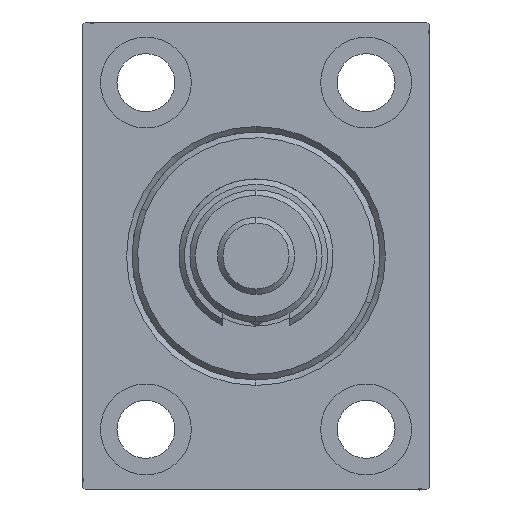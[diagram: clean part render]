
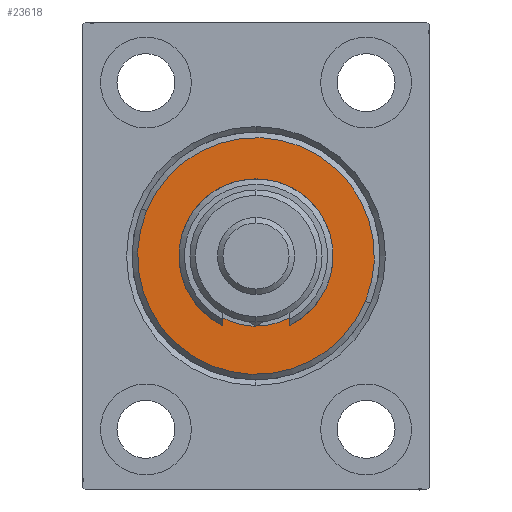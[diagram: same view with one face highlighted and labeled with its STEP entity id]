
A CAD part, left-side view. The second image highlights one B-rep face of the part: STEP entity #23618.
In plain terms, the highlighted face is planar.
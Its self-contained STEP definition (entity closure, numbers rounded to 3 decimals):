
#795 = DIRECTION ( 'NONE',  ( 1., 0., 0. ) ) ;
#1043 = CARTESIAN_POINT ( 'NONE',  ( 3., 0., 0. ) ) ;
#1840 = DIRECTION ( 'NONE',  ( -1., 0., 0. ) ) ;
#2338 = EDGE_LOOP ( 'NONE', ( #26836, #35853 ) ) ;
#5085 = FACE_OUTER_BOUND ( 'NONE', #40034, .T. ) ;
#5255 = EDGE_CURVE ( 'NONE', #47361, #10182, #26813, .T. ) ;
#6391 = CARTESIAN_POINT ( 'NONE',  ( 3., 0., 0. ) ) ;
#7413 = AXIS2_PLACEMENT_3D ( 'NONE', #40157, #33426, #15210 ) ;
#7434 = CARTESIAN_POINT ( 'NONE',  ( 3., 0., 0. ) ) ;
#10182 = VERTEX_POINT ( 'NONE', #38055 ) ;
#11912 = AXIS2_PLACEMENT_3D ( 'NONE', #7434, #29508, #22777 ) ;
#11960 = CARTESIAN_POINT ( 'NONE',  ( 3., 0., 12.75 ) ) ;
#12797 = CIRCLE ( 'NONE', #7413, 12.75 ) ;
#13508 = CARTESIAN_POINT ( 'NONE',  ( 3., 0., -21.5 ) ) ;
#13811 = AXIS2_PLACEMENT_3D ( 'NONE', #1043, #795, #15459 ) ;
#15210 = DIRECTION ( 'NONE',  ( 0., 0., -1. ) ) ;
#15459 = DIRECTION ( 'NONE',  ( 0., 0., -1. ) ) ;
#16512 = CIRCLE ( 'NONE', #11912, 21.5 ) ;
#16625 = CARTESIAN_POINT ( 'NONE',  ( 3., 0., 0. ) ) ;
#20218 = PLANE ( 'NONE',  #43099 ) ;
#21796 = ORIENTED_EDGE ( 'NONE', *, *, #35871, .T. ) ;
#22777 = DIRECTION ( 'NONE',  ( 0., 0., -1. ) ) ;
#22867 = CARTESIAN_POINT ( 'NONE',  ( 3., 0., -12.75 ) ) ;
#23091 = DIRECTION ( 'NONE',  ( 0., 0., -1. ) ) ;
#23618 = ADVANCED_FACE ( 'NONE', ( #5085, #33892 ), #20218, .T. ) ;
#26165 = ORIENTED_EDGE ( 'NONE', *, *, #5255, .T. ) ;
#26813 = CIRCLE ( 'NONE', #13811, 21.5 ) ;
#26836 = ORIENTED_EDGE ( 'NONE', *, *, #43259, .T. ) ;
#27404 = DIRECTION ( 'NONE',  ( 1., 0., 0. ) ) ;
#29508 = DIRECTION ( 'NONE',  ( 1., 0., 0. ) ) ;
#29607 = AXIS2_PLACEMENT_3D ( 'NONE', #6391, #1840, #35428 ) ;
#30354 = CIRCLE ( 'NONE', #29607, 12.75 ) ;
#33426 = DIRECTION ( 'NONE',  ( -1., 0., 0. ) ) ;
#33892 = FACE_BOUND ( 'NONE', #2338, .T. ) ;
#34624 = VERTEX_POINT ( 'NONE', #11960 ) ;
#35428 = DIRECTION ( 'NONE',  ( 0., 0., -1. ) ) ;
#35853 = ORIENTED_EDGE ( 'NONE', *, *, #41970, .T. ) ;
#35871 = EDGE_CURVE ( 'NONE', #10182, #47361, #16512, .T. ) ;
#38055 = CARTESIAN_POINT ( 'NONE',  ( 3., 0., 21.5 ) ) ;
#40034 = EDGE_LOOP ( 'NONE', ( #21796, #26165 ) ) ;
#40157 = CARTESIAN_POINT ( 'NONE',  ( 3., 0., 0. ) ) ;
#41970 = EDGE_CURVE ( 'NONE', #44167, #34624, #30354, .T. ) ;
#43099 = AXIS2_PLACEMENT_3D ( 'NONE', #16625, #27404, #23091 ) ;
#43259 = EDGE_CURVE ( 'NONE', #34624, #44167, #12797, .T. ) ;
#44167 = VERTEX_POINT ( 'NONE', #22867 ) ;
#47361 = VERTEX_POINT ( 'NONE', #13508 ) ;
